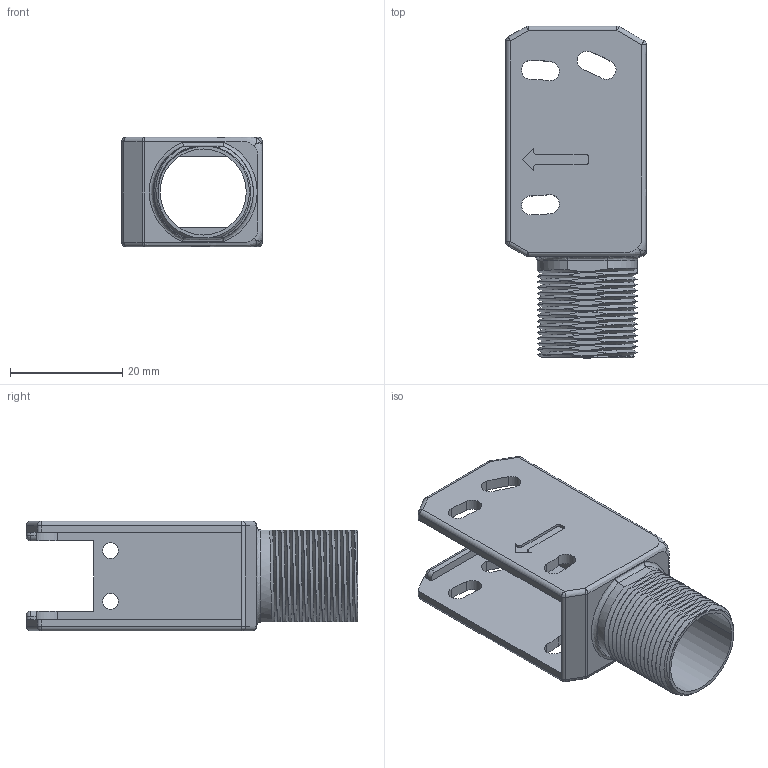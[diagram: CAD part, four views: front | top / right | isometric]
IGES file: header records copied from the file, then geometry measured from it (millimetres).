
Start section:  PTC IGES file: 141848.igs
Global section: file name: 141848.igs; native system: Pro/ENGINEER by Parametric Technology Corporation; preprocessor: 2006170; author: banengservice; organization: Unknown; date: 20080815.123050; units: inch
Bounding box: 25 x 59 x 19.5 mm (x, y, z)
Volume: 5767.2 mm3; surface area: 8329.7 mm2
Topology: 1 solids, 1 shells, 698 faces, 1936 edges, 1268 vertices
Faces by surface type: bspline 486, revolution 167, extrusion 45
